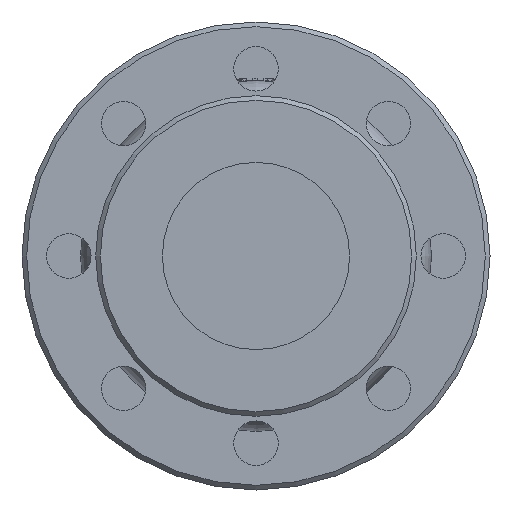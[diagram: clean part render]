
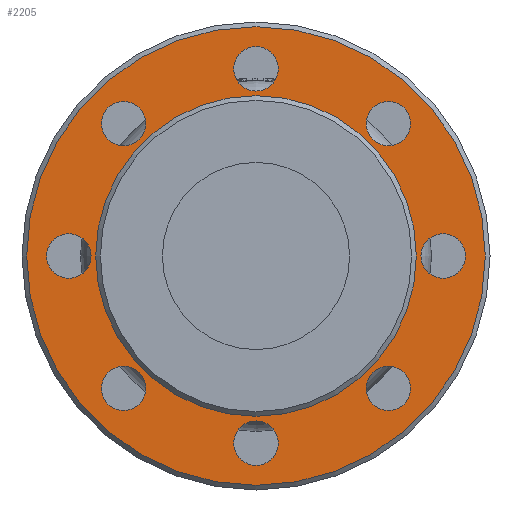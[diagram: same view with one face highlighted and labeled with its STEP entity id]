
A CAD part, front view. The second image highlights one B-rep face of the part: STEP entity #2205.
In plain terms, the highlighted planar face has unit normal (0, -1, 0).
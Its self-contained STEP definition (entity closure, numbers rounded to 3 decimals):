
#101=FACE_BOUND('',#700,.T.);
#102=FACE_BOUND('',#701,.T.);
#103=FACE_BOUND('',#702,.T.);
#104=FACE_BOUND('',#703,.T.);
#105=FACE_BOUND('',#704,.T.);
#106=FACE_BOUND('',#705,.T.);
#107=FACE_BOUND('',#706,.T.);
#108=FACE_BOUND('',#707,.T.);
#109=FACE_BOUND('',#708,.T.);
#547=FACE_OUTER_BOUND('',#699,.T.);
#699=EDGE_LOOP('',(#1842));
#700=EDGE_LOOP('',(#1843));
#701=EDGE_LOOP('',(#1844));
#702=EDGE_LOOP('',(#1845));
#703=EDGE_LOOP('',(#1846));
#704=EDGE_LOOP('',(#1847));
#705=EDGE_LOOP('',(#1848));
#706=EDGE_LOOP('',(#1849));
#707=EDGE_LOOP('',(#1850));
#708=EDGE_LOOP('',(#1851));
#834=CIRCLE('',#2477,98.);
#835=CIRCLE('',#2479,68.5);
#836=CIRCLE('',#2480,9.5);
#837=CIRCLE('',#2481,9.5);
#838=CIRCLE('',#2482,9.5);
#839=CIRCLE('',#2483,9.5);
#840=CIRCLE('',#2484,9.5);
#841=CIRCLE('',#2485,9.5);
#842=CIRCLE('',#2486,9.5);
#843=CIRCLE('',#2487,9.5);
#1027=VERTEX_POINT('',#4321);
#1028=VERTEX_POINT('',#4325);
#1029=VERTEX_POINT('',#4327);
#1030=VERTEX_POINT('',#4329);
#1031=VERTEX_POINT('',#4331);
#1032=VERTEX_POINT('',#4333);
#1033=VERTEX_POINT('',#4335);
#1034=VERTEX_POINT('',#4337);
#1035=VERTEX_POINT('',#4339);
#1036=VERTEX_POINT('',#4341);
#1307=EDGE_CURVE('',#1027,#1027,#834,.T.);
#1308=EDGE_CURVE('',#1028,#1028,#835,.T.);
#1309=EDGE_CURVE('',#1029,#1029,#836,.T.);
#1310=EDGE_CURVE('',#1030,#1030,#837,.T.);
#1311=EDGE_CURVE('',#1031,#1031,#838,.T.);
#1312=EDGE_CURVE('',#1032,#1032,#839,.T.);
#1313=EDGE_CURVE('',#1033,#1033,#840,.T.);
#1314=EDGE_CURVE('',#1034,#1034,#841,.T.);
#1315=EDGE_CURVE('',#1035,#1035,#842,.T.);
#1316=EDGE_CURVE('',#1036,#1036,#843,.T.);
#1842=ORIENTED_EDGE('',*,*,#1307,.F.);
#1843=ORIENTED_EDGE('',*,*,#1308,.F.);
#1844=ORIENTED_EDGE('',*,*,#1309,.F.);
#1845=ORIENTED_EDGE('',*,*,#1310,.F.);
#1846=ORIENTED_EDGE('',*,*,#1311,.F.);
#1847=ORIENTED_EDGE('',*,*,#1312,.F.);
#1848=ORIENTED_EDGE('',*,*,#1313,.F.);
#1849=ORIENTED_EDGE('',*,*,#1314,.F.);
#1850=ORIENTED_EDGE('',*,*,#1315,.F.);
#1851=ORIENTED_EDGE('',*,*,#1316,.F.);
#2061=PLANE('',#2478);
#2205=ADVANCED_FACE('',(#547,#101,#102,#103,#104,#105,#106,#107,#108,#109),
#2061,.F.);
#2477=AXIS2_PLACEMENT_3D('',#4323,#2966,#2967);
#2478=AXIS2_PLACEMENT_3D('',#4324,#2968,#2969);
#2479=AXIS2_PLACEMENT_3D('',#4326,#2970,#2971);
#2480=AXIS2_PLACEMENT_3D('',#4328,#2972,#2973);
#2481=AXIS2_PLACEMENT_3D('',#4330,#2974,#2975);
#2482=AXIS2_PLACEMENT_3D('',#4332,#2976,#2977);
#2483=AXIS2_PLACEMENT_3D('',#4334,#2978,#2979);
#2484=AXIS2_PLACEMENT_3D('',#4336,#2980,#2981);
#2485=AXIS2_PLACEMENT_3D('',#4338,#2982,#2983);
#2486=AXIS2_PLACEMENT_3D('',#4340,#2984,#2985);
#2487=AXIS2_PLACEMENT_3D('',#4342,#2986,#2987);
#2966=DIRECTION('center_axis',(0.,1.,0.));
#2967=DIRECTION('ref_axis',(-1.,0.,0.));
#2968=DIRECTION('center_axis',(0.,1.,0.));
#2969=DIRECTION('ref_axis',(0.,0.,1.));
#2970=DIRECTION('center_axis',(0.,-1.,0.));
#2971=DIRECTION('ref_axis',(1.,0.,0.));
#2972=DIRECTION('center_axis',(0.,-1.,0.));
#2973=DIRECTION('ref_axis',(-1.,0.,0.));
#2974=DIRECTION('center_axis',(0.,-1.,0.));
#2975=DIRECTION('ref_axis',(-1.,0.,0.));
#2976=DIRECTION('center_axis',(0.,-1.,0.));
#2977=DIRECTION('ref_axis',(-1.,0.,0.));
#2978=DIRECTION('center_axis',(0.,-1.,0.));
#2979=DIRECTION('ref_axis',(-1.,0.,0.));
#2980=DIRECTION('center_axis',(0.,-1.,0.));
#2981=DIRECTION('ref_axis',(-1.,0.,0.));
#2982=DIRECTION('center_axis',(0.,-1.,0.));
#2983=DIRECTION('ref_axis',(-1.,0.,0.));
#2984=DIRECTION('center_axis',(0.,-1.,0.));
#2985=DIRECTION('ref_axis',(-1.,0.,0.));
#2986=DIRECTION('center_axis',(0.,-1.,0.));
#2987=DIRECTION('ref_axis',(-1.,0.,0.));
#4321=CARTESIAN_POINT('',(98.,2.,0.));
#4323=CARTESIAN_POINT('Origin',(0.,2.,0.));
#4324=CARTESIAN_POINT('Origin',(0.,2.,0.));
#4325=CARTESIAN_POINT('',(-68.5,2.,0.));
#4326=CARTESIAN_POINT('Origin',(0.,2.,0.));
#4327=CARTESIAN_POINT('',(-47.069,2.,56.569));
#4328=CARTESIAN_POINT('Origin',(-56.569,2.,56.569));
#4329=CARTESIAN_POINT('',(-70.5,2.,0.));
#4330=CARTESIAN_POINT('Origin',(-80.,2.,0.));
#4331=CARTESIAN_POINT('',(-47.069,2.,-56.569));
#4332=CARTESIAN_POINT('Origin',(-56.569,2.,-56.569));
#4333=CARTESIAN_POINT('',(9.5,2.,-80.));
#4334=CARTESIAN_POINT('Origin',(0.,2.,-80.));
#4335=CARTESIAN_POINT('',(66.069,2.,-56.569));
#4336=CARTESIAN_POINT('Origin',(56.569,2.,-56.569));
#4337=CARTESIAN_POINT('',(89.5,2.,0.));
#4338=CARTESIAN_POINT('Origin',(80.,2.,0.));
#4339=CARTESIAN_POINT('',(66.069,2.,56.569));
#4340=CARTESIAN_POINT('Origin',(56.569,2.,56.569));
#4341=CARTESIAN_POINT('',(9.5,2.,80.));
#4342=CARTESIAN_POINT('Origin',(0.,2.,80.));
